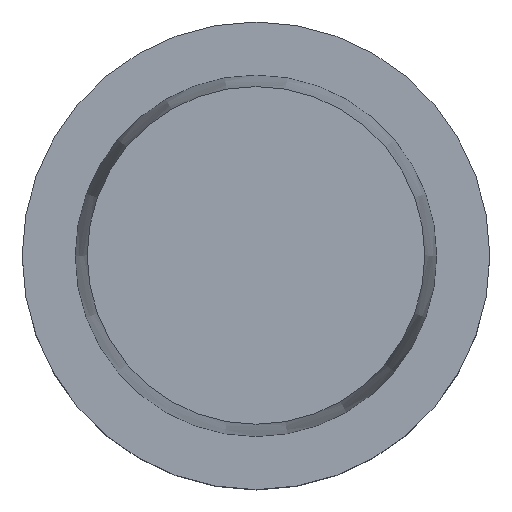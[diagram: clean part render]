
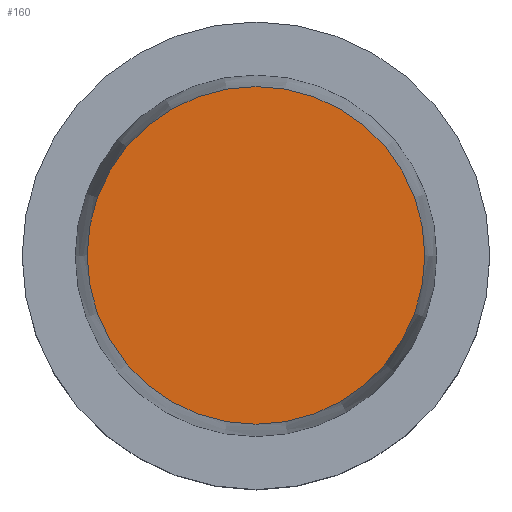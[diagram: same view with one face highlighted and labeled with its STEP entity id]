
A CAD part, top view. The second image highlights one B-rep face of the part: STEP entity #160.
In plain terms, the highlighted planar face has unit normal (0, 0, 1).
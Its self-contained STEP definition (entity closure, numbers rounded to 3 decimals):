
#95=FACE_OUTER_BOUND('',#263,.T.);
#135=PLANE('',#440);
#160=ADVANCED_FACE('',(#95),#135,.F.);
#263=EDGE_LOOP('',(#313));
#313=ORIENTED_EDGE('',*,*,#365,.F.);
#340=VERTEX_POINT('',#645);
#365=EDGE_CURVE('',#340,#340,#390,.T.);
#390=CIRCLE('',#439,22.722);
#439=AXIS2_PLACEMENT_3D('',#644,#538,#539);
#440=AXIS2_PLACEMENT_3D('',#646,#540,#541);
#538=DIRECTION('',(0.,0.,-1.));
#539=DIRECTION('',(-1.,0.,0.));
#540=DIRECTION('',(0.,0.,-1.));
#541=DIRECTION('',(-1.,0.,0.));
#644=CARTESIAN_POINT('',(0.,0.,
31.9));
#645=CARTESIAN_POINT('',(-22.722,0.,31.9));
#646=CARTESIAN_POINT('',(0.,0.,
31.9));
